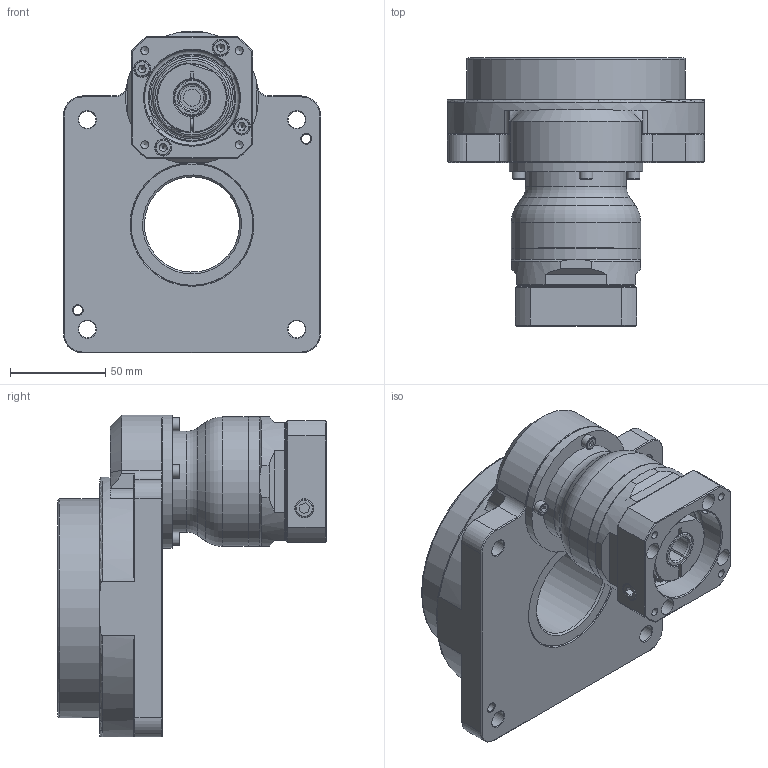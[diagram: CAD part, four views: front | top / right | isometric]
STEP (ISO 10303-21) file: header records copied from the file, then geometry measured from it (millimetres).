
FILE_DESCRIPTION((''),'2;1');
FILE_NAME('KGT-135B-2 (S14).stp','2015-09-18T12:35:31',('young'),(''),'Autodesk Inventor 2012','Autodesk Inventor 2012','');
FILE_SCHEMA(('CONFIG_CONTROL_DESIGN'));
Length unit declared in the file: millimetre
Products named in the file (1): KGT-135B-2 (S14)
Bounding box: 135 x 141 x 169.1 mm (x, y, z)
Volume: 603517.3 mm3; surface area: 220407.5 mm2
Topology: 22 solids, 22 shells, 679 faces, 1539 edges, 956 vertices
Faces by surface type: plane 310, cylinder 171, cone 169, torus 27, bspline 2
Full cylindrical faces by diameter (mm): 2.459 x4, 3.3 x8, 4 x4, 4.2 x21, 4.5 x8, 5 x9, 5.5 x5, 7 x4, 8 x4, 8.5 x5, 9 x8, 9.3 x1, 9.5 x2, 14.2 x1, 15.7 x1, 16.9 x2, 19.3 x1, 19.8 x1, 20 x1, 26 x2, 30 x1, 32 x1, 34.6 x1, 35 x3, 37 x1, 42 x2, 45 x1, 47 x1, 50 x4, 52 x1
Entity records: 17746 total; most frequent: CARTESIAN_POINT 3572, DIRECTION 3077, ORIENTED_EDGE 2390, AXIS2_PLACEMENT_3D 1290, EDGE_CURVE 1195, EDGE_LOOP 1069, VERTEX_POINT 880, FACE_OUTER_BOUND 679
